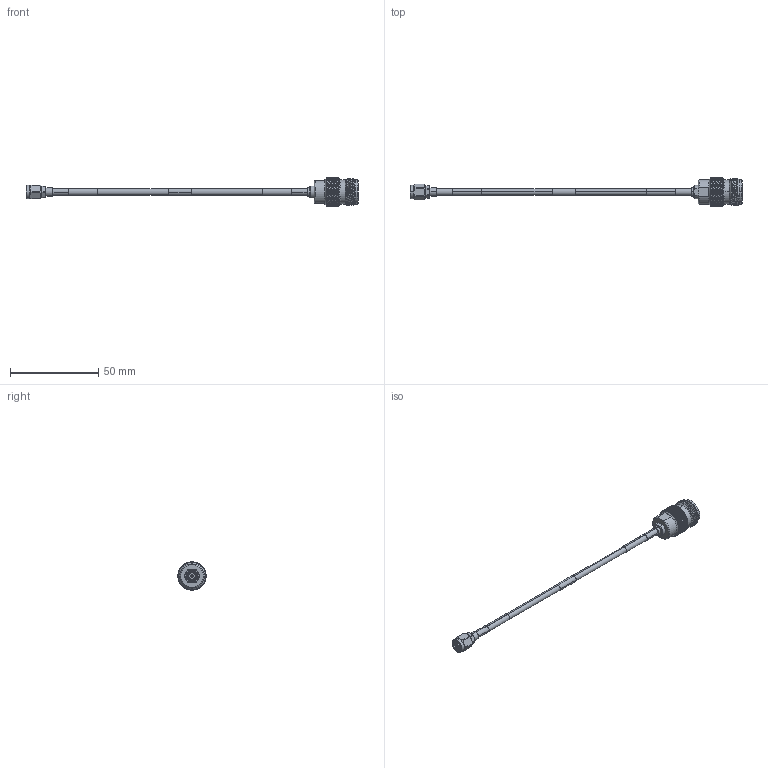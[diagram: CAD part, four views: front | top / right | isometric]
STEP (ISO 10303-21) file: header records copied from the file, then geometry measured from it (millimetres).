
FILE_DESCRIPTION (( 'STEP AP214' ), '1' );
FILE_NAME ('LCCA30475_3D.STEP', '2020-04-23T12:30:26', ( '' ), ( '' ), 'SwSTEP 2.0', 'SolidWorks 2018', '' );
FILE_SCHEMA (( 'AUTOMOTIVE_DESIGN' ));
Length unit declared in the file: inch
Products named in the file (6): LC141TBJ-PROD; 1AW01-003_.152 ID; LCCN3055; LC141TBJ (141 Formable with HeatShrink); LCCA30475_3D; LCCN3043
Assembly tree (7 placements, depth 3):
  LCCA30475_3D
    LC141TBJ-PROD
      LC141TBJ (141 Formable with HeatShrink)
      1AW01-003_.152 ID  x3
    LCCN3043
    LCCN3055
Bounding box: 188.59 x 16 x 16 mm (x, y, z)
Volume: 5801.4 mm3; surface area: 6865 mm2
Topology: 8 solids, 8 shells, 2471 faces, 5253 edges, 2819 vertices
Faces by surface type: bspline 1806, cylinder 547, plane 65, cone 49, torus 4
Entity records: 95210 total; most frequent: CARTESIAN_POINT 61467, ORIENTED_EDGE 10458, EDGE_CURVE 5229, VERTEX_POINT 2803, EDGE_LOOP 2486, ADVANCED_FACE 2459, FACE_OUTER_BOUND 2459, B_SPLINE_CURVE_WITH_KNOTS 2184
